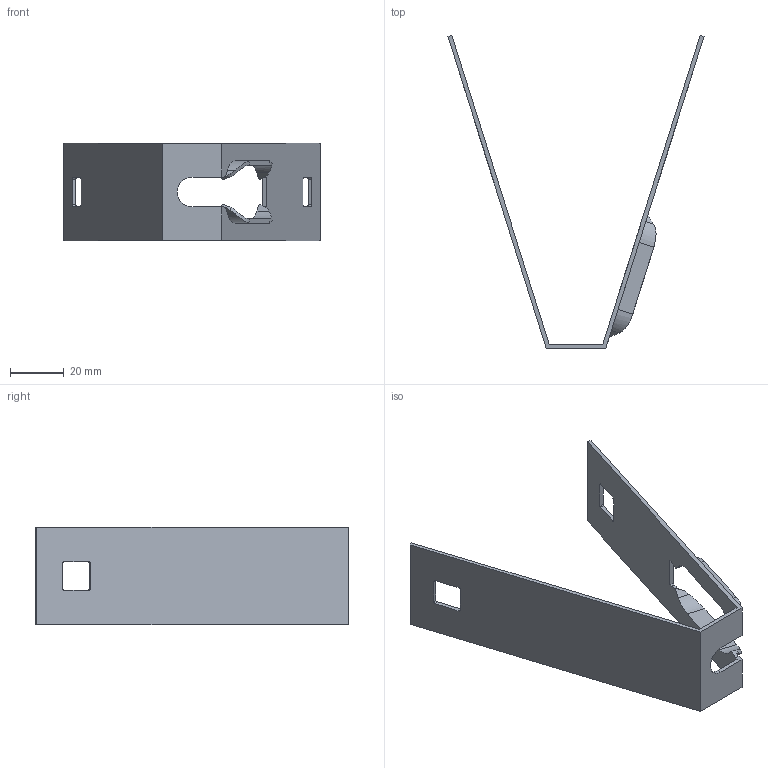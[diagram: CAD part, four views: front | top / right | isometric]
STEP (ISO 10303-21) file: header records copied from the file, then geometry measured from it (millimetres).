
FILE_DESCRIPTION((''),'2;1');
FILE_NAME('6357506','2014-01-15T',('AndreasKeweloh'),(''),'PRO/ENGINEER BY PARAMETRIC TECHNOLOGY CORPORATION, 2012360','PRO/ENGINEER BY PARAMETRIC TECHNOLOGY CORPORATION, 2012360','');
FILE_SCHEMA(('CONFIG_CONTROL_DESIGN'));
Length unit declared in the file: millimetre
Products named in the file (1): 6357506
Bounding box: 94.86 x 116 x 36 mm (x, y, z)
Volume: 12884.8 mm3; surface area: 18461.5 mm2
Topology: 1 solids, 1 shells, 67 faces, 204 edges, 137 vertices
Faces by surface type: plane 41, cylinder 22, bspline 4
Entity records: 2994 total; most frequent: CARTESIAN_POINT 1138, ORIENTED_EDGE 408, DIRECTION 342, EDGE_CURVE 204, VERTEX_POINT 137, VECTOR 136, LINE 136, AXIS2_PLACEMENT_3D 103
